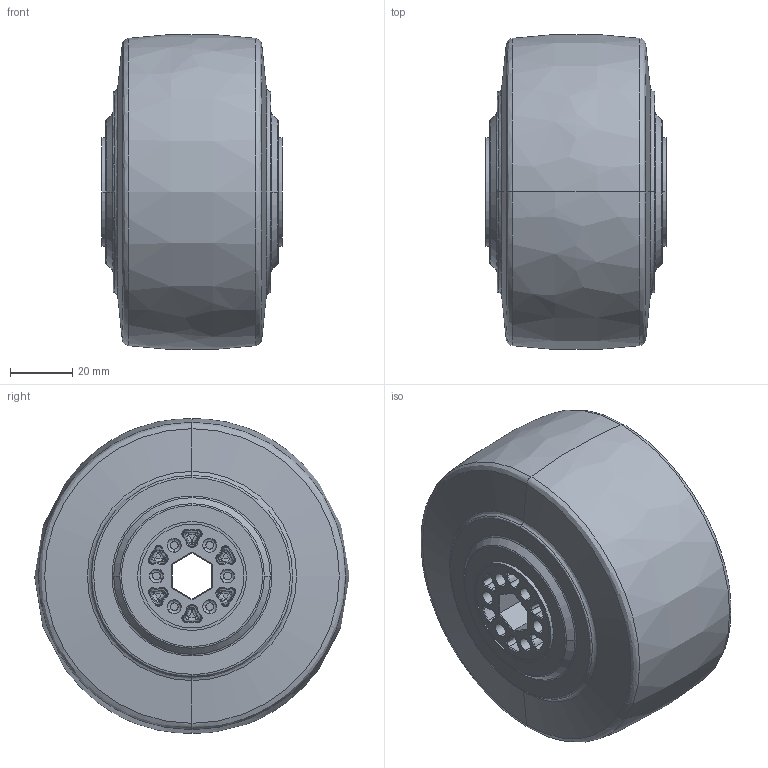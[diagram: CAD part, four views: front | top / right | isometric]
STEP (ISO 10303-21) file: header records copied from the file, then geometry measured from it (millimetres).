
FILE_DESCRIPTION (( 'STEP AP203' ), '1' );
FILE_NAME ('217-4054-STEP-20141030.STEP', '2014-10-30T21:10:47', ( 'IFMI-VEX04' ), ( '' ), 'SwSTEP 2.0', 'SolidWorks 2014', '' );
FILE_SCHEMA (( 'CONFIG_CONTROL_DESIGN' ));
Length unit declared in the file: millimetre
Products named in the file (1): 217-4054-STEP-20141030
Bounding box: 57.95 x 101.29 x 101.29 mm (x, y, z)
Volume: 372643.5 mm3; surface area: 41553.4 mm2
Topology: 1 solids, 1 shells, 457 faces, 1097 edges, 646 vertices
Faces by surface type: bspline 242, cone 104, plane 50, torus 37, cylinder 24
Entity records: 19931 total; most frequent: CARTESIAN_POINT 10538, ORIENTED_EDGE 2142, DIRECTION 1804, EDGE_CURVE 1071, AXIS2_PLACEMENT_3D 817, VERTEX_POINT 646, CIRCLE 601, EDGE_LOOP 489
